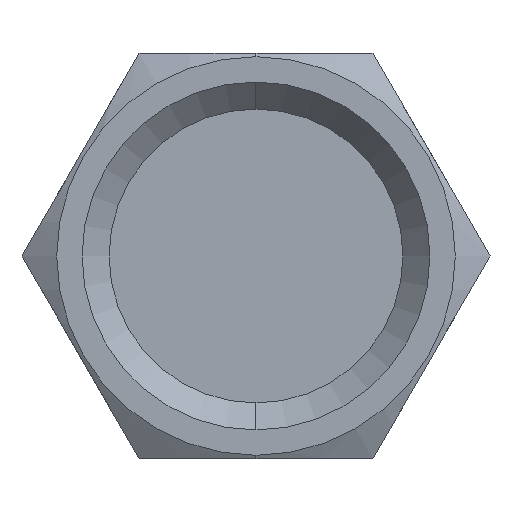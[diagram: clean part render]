
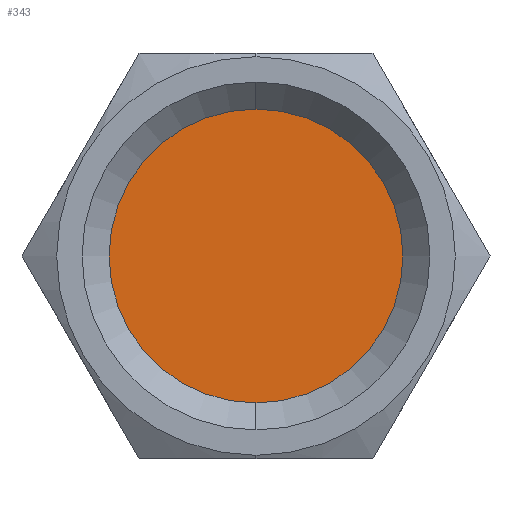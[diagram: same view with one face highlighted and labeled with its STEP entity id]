
A CAD part, front view. The second image highlights one B-rep face of the part: STEP entity #343.
In plain terms, the highlighted planar face has unit normal (0, -1, 0).
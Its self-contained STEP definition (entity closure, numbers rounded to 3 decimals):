
#53 = CIRCLE ( 'NONE', #64, 4.35 ) ;
#64 = AXIS2_PLACEMENT_3D ( 'NONE', #775, #774, #772 ) ;
#122 = AXIS2_PLACEMENT_3D ( 'NONE', #1403, #1404, #1405 ) ;
#141 = AXIS2_PLACEMENT_3D ( 'NONE', #1365, #1366, #1367 ) ;
#142 = CIRCLE ( 'NONE', #141, 4.35 ) ;
#246 = EDGE_CURVE ( 'NONE', #1600, #1601, #53, .T. ) ;
#332 = EDGE_CURVE ( 'NONE', #1601, #1600, #142, .T. ) ;
#343 = ADVANCED_FACE ( 'NONE', ( #1076 ), #1402, .T. ) ;
#508 = EDGE_LOOP ( 'NONE', ( #1205, #1204 ) ) ;
#691 = CARTESIAN_POINT ( 'NONE',  ( 0., -5., 4.35 ) ) ;
#692 = CARTESIAN_POINT ( 'NONE',  ( 0., -5., -4.35 ) ) ;
#772 = DIRECTION ( 'NONE',  ( 0., 0., -1. ) ) ;
#774 = DIRECTION ( 'NONE',  ( 0., -1., 0. ) ) ;
#775 = CARTESIAN_POINT ( 'NONE',  ( 0., -5., 0. ) ) ;
#1076 = FACE_OUTER_BOUND ( 'NONE', #508, .T. ) ;
#1204 = ORIENTED_EDGE ( 'NONE', *, *, #246, .T. ) ;
#1205 = ORIENTED_EDGE ( 'NONE', *, *, #332, .T. ) ;
#1365 = CARTESIAN_POINT ( 'NONE',  ( 0., -5., 0. ) ) ;
#1366 = DIRECTION ( 'NONE',  ( 0., -1., 0. ) ) ;
#1367 = DIRECTION ( 'NONE',  ( 0., 0., -1. ) ) ;
#1402 = PLANE ( 'NONE',  #122 ) ;
#1403 = CARTESIAN_POINT ( 'NONE',  ( 0., -5., 0. ) ) ;
#1404 = DIRECTION ( 'NONE',  ( 0., -1., 0. ) ) ;
#1405 = DIRECTION ( 'NONE',  ( 0., 0., -1. ) ) ;
#1600 = VERTEX_POINT ( 'NONE', #691 ) ;
#1601 = VERTEX_POINT ( 'NONE', #692 ) ;
